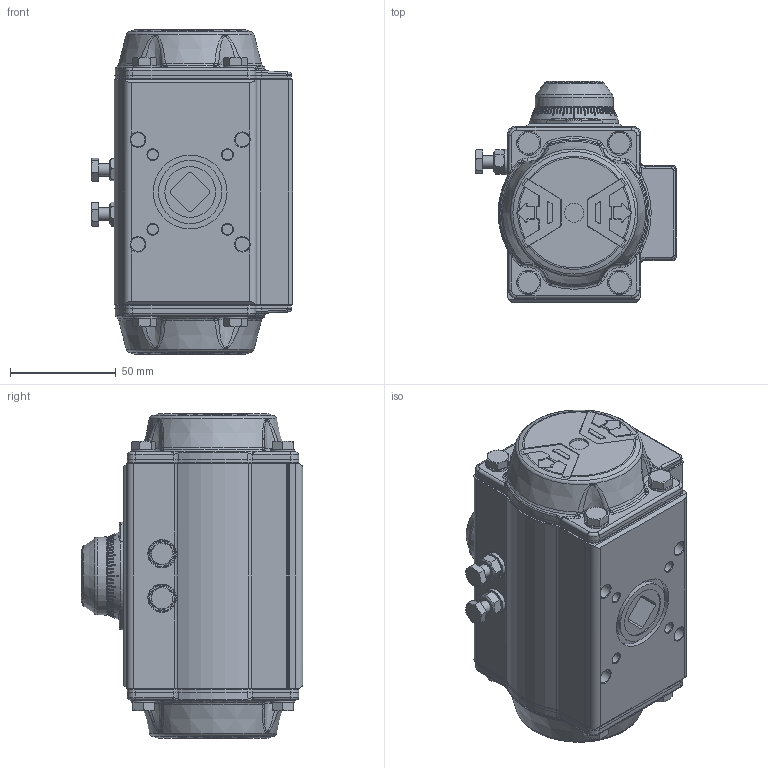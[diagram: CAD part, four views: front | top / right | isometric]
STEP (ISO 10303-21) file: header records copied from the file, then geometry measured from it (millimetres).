
FILE_DESCRIPTION(/* description */ (''),/* implementation_level */ '2;1');
FILE_NAME(/* name */ 'AT101U.stp',/* time_stamp */ '2019-11-04T09:02:45+01:00',/* author */ ('A8711351'),/* organization */ (''),/* preprocessor_version */ 'ST-DEVELOPER v18',/* originating_system */ 'Autodesk Inventor 2020',/* authorisation */ '');
FILE_SCHEMA (('AUTOMOTIVE_DESIGN { 1 0 10303 214 3 1 1 }'));
Products named in the file (1): AT101U
Bounding box: 95.24 x 105 x 153.5 mm (x, y, z)
Volume: 851894.8 mm3; surface area: 65482.3 mm2
Topology: 1 solids, 1 shells, 1322 faces, 3443 edges, 2149 vertices
Faces by surface type: plane 622, cone 239, bspline 192, cylinder 180, torus 87, sphere 2
Full cylindrical faces by diameter (mm): 4.134 x4, 5 x4, 6 x3, 6.8 x4, 8.566 x2, 9 x2, 11.5 x8, 12 x2, 24 x1, 30 x1, 35 x1
Entity records: 49809 total; most frequent: CARTESIAN_POINT 18256, ORIENTED_EDGE 6856, DIRECTION 6496, EDGE_CURVE 3428, AXIS2_PLACEMENT_3D 2498, VERTEX_POINT 2149, LINE 1500, VECTOR 1500
